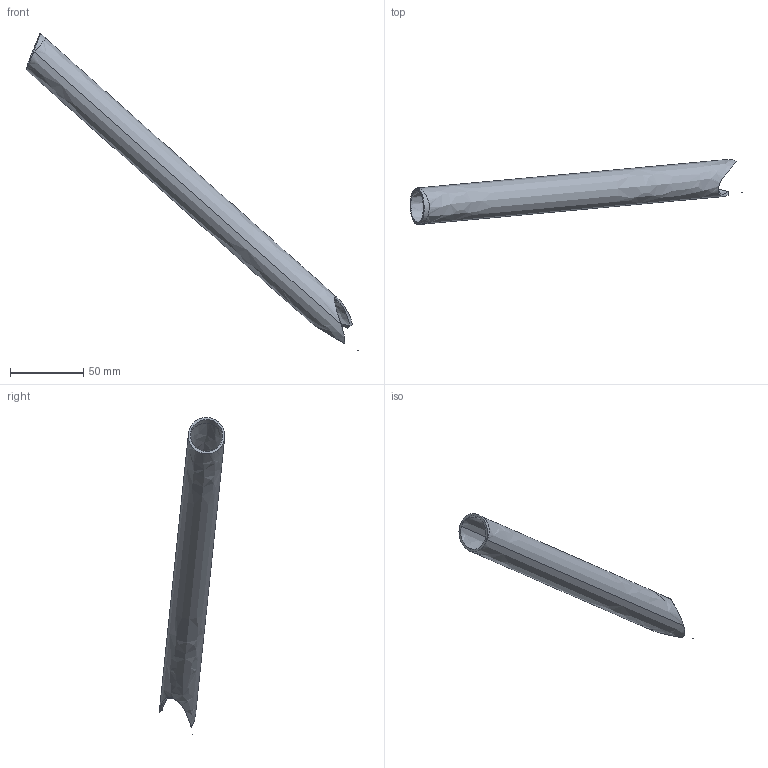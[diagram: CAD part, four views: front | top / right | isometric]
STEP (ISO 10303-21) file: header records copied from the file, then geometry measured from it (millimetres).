
FILE_DESCRIPTION(('CATIA V5 STEP Exchange'),'2;1');
FILE_NAME('34.stp','2017-12-23T18:48:17+00:00',('none'),('none'),'CATIA Version 5 Release 19 SP 2 (IN-10)','CATIA V5 STEP AP203','none');
FILE_SCHEMA(('CONFIG_CONTROL_DESIGN'));
Length unit declared in the file: millimetre
Products named in the file (1): Shape_939
Bounding box: 226.99 x 44.92 x 216.91 mm (x, y, z)
Volume: 30355.3 mm3; surface area: 40839.4 mm2
Topology: 2 solids, 2 shells, 17 faces, 41 edges, 27 vertices
Faces by surface type: cylinder 10, bspline 5, plane 2
Entity records: 889 total; most frequent: CARTESIAN_POINT 546, ORIENTED_EDGE 82, EDGE_CURVE 41, B_SPLINE_CURVE_WITH_KNOTS 29, VERTEX_POINT 27, DIRECTION 26, EDGE_LOOP 18, ADVANCED_FACE 17
